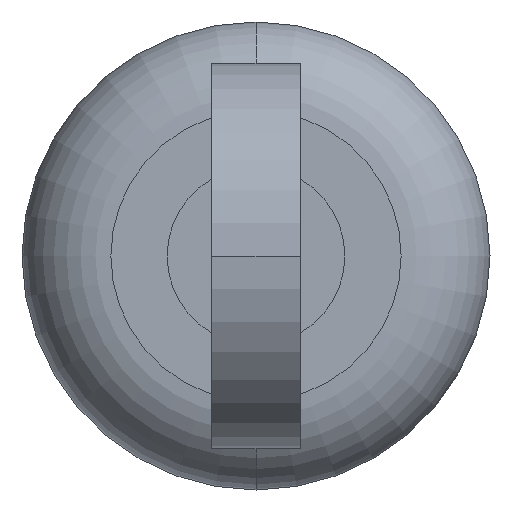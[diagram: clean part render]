
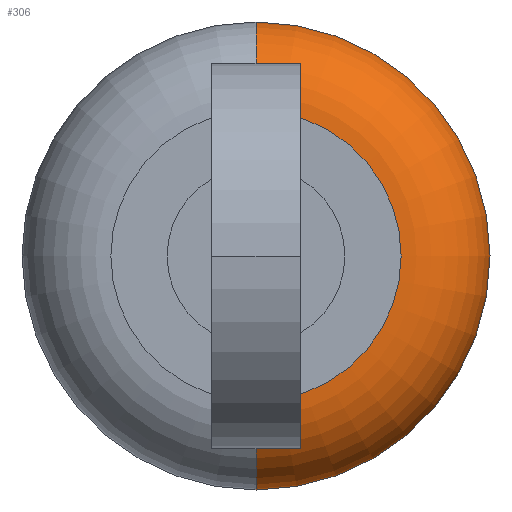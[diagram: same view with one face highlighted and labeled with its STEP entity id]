
A CAD part, front view. The second image highlights one B-rep face of the part: STEP entity #306.
In plain terms, the highlighted toroidal (fillet/blend) face has major radius 4.9 mm and minor radius 3 mm.
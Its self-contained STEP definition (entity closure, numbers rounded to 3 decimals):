
#11 = DIRECTION ( 'NONE',  ( 1., 0., 0. ) ) ;
#15 = CIRCLE ( 'NONE', #95, 4.9 ) ;
#95 = AXIS2_PLACEMENT_3D ( 'NONE', #466, #737, #991 ) ;
#102 = DIRECTION ( 'NONE',  ( 0., 0., 1. ) ) ;
#103 = DIRECTION ( 'NONE',  ( -1., 0., 0. ) ) ;
#107 = VERTEX_POINT ( 'NONE', #110 ) ;
#110 = CARTESIAN_POINT ( 'NONE',  ( 0., -50., 4.9 ) ) ;
#124 = VERTEX_POINT ( 'NONE', #907 ) ;
#125 = DIRECTION ( 'NONE',  ( 0., 0., 1. ) ) ;
#139 = VERTEX_POINT ( 'NONE', #460 ) ;
#218 = AXIS2_PLACEMENT_3D ( 'NONE', #856, #304, #486 ) ;
#273 = EDGE_LOOP ( 'NONE', ( #301, #1035, #936, #722 ) ) ;
#301 = ORIENTED_EDGE ( 'NONE', *, *, #1034, .T. ) ;
#304 = DIRECTION ( 'NONE',  ( 0., 1., 0. ) ) ;
#306 = ADVANCED_FACE ( 'NONE', ( #1046 ), #686, .T. ) ;
#366 = EDGE_CURVE ( 'NONE', #458, #124, #823, .T. ) ;
#447 = AXIS2_PLACEMENT_3D ( 'NONE', #451, #11, #890 ) ;
#451 = CARTESIAN_POINT ( 'NONE',  ( 0., -47., -4.9 ) ) ;
#458 = VERTEX_POINT ( 'NONE', #585 ) ;
#460 = CARTESIAN_POINT ( 'NONE',  ( 0., -50., -4.9 ) ) ;
#466 = CARTESIAN_POINT ( 'NONE',  ( 0., -50., 0. ) ) ;
#486 = DIRECTION ( 'NONE',  ( 0., 0., 1. ) ) ;
#585 = CARTESIAN_POINT ( 'NONE',  ( 0., -47., 7.9 ) ) ;
#686 = TOROIDAL_SURFACE ( 'NONE', #218, 4.9, 3. ) ;
#722 = ORIENTED_EDGE ( 'NONE', *, *, #951, .F. ) ;
#737 = DIRECTION ( 'NONE',  ( 0., 1., 0. ) ) ;
#806 = CARTESIAN_POINT ( 'NONE',  ( 0., -47., 4.9 ) ) ;
#810 = CARTESIAN_POINT ( 'NONE',  ( 0., -47., 0. ) ) ;
#823 = CIRCLE ( 'NONE', #868, 7.9 ) ;
#836 = EDGE_CURVE ( 'NONE', #139, #124, #1116, .T. ) ;
#848 = CIRCLE ( 'NONE', #1102, 3. ) ;
#856 = CARTESIAN_POINT ( 'NONE',  ( 0., -47., 0. ) ) ;
#868 = AXIS2_PLACEMENT_3D ( 'NONE', #810, #1065, #102 ) ;
#890 = DIRECTION ( 'NONE',  ( 0., 0., -1. ) ) ;
#907 = CARTESIAN_POINT ( 'NONE',  ( 0., -47., -7.9 ) ) ;
#936 = ORIENTED_EDGE ( 'NONE', *, *, #366, .F. ) ;
#951 = EDGE_CURVE ( 'NONE', #107, #458, #848, .T. ) ;
#991 = DIRECTION ( 'NONE',  ( 0., 0., 1. ) ) ;
#1034 = EDGE_CURVE ( 'NONE', #107, #139, #15, .T. ) ;
#1035 = ORIENTED_EDGE ( 'NONE', *, *, #836, .T. ) ;
#1046 = FACE_OUTER_BOUND ( 'NONE', #273, .T. ) ;
#1065 = DIRECTION ( 'NONE',  ( 0., 1., 0. ) ) ;
#1102 = AXIS2_PLACEMENT_3D ( 'NONE', #806, #103, #125 ) ;
#1116 = CIRCLE ( 'NONE', #447, 3. ) ;
